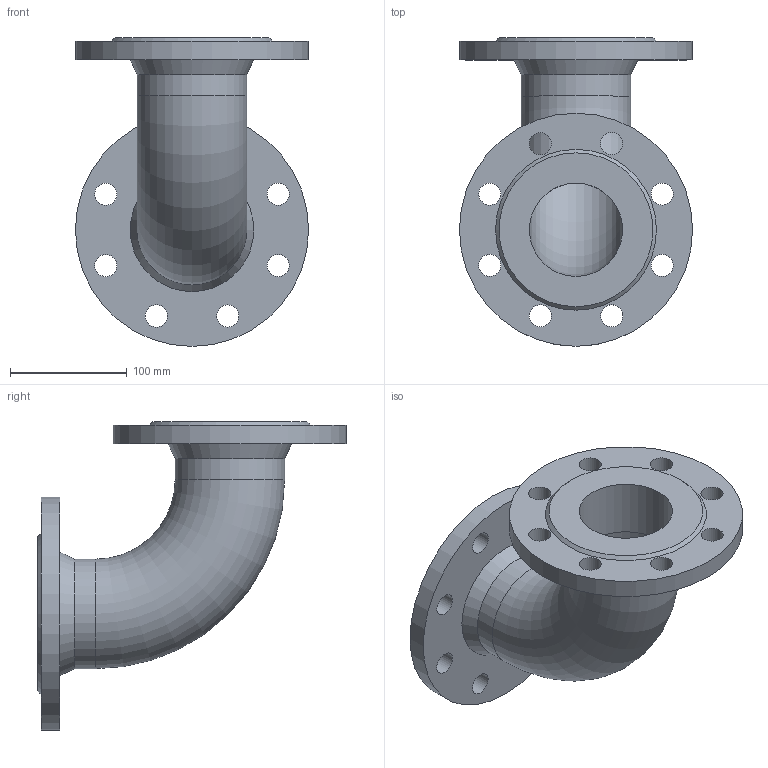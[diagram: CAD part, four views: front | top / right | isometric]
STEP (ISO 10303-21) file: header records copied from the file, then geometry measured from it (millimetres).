
FILE_DESCRIPTION (( 'STEP AP203' ), '1' );
FILE_NAME ('80-90.STEP', '2017-10-30T08:28:05', ( 'Windows User' ), ( 'AVK' ), 'SwSTEP 2.0', 'SolidWorks 2012', '' );
FILE_SCHEMA (( 'CONFIG_CONTROL_DESIGN' ));
Length unit declared in the file: millimetre
Products named in the file (1): 80-90
Bounding box: 200 x 265 x 265 mm (x, y, z)
Volume: 1315612.7 mm3; surface area: 268837.3 mm2
Topology: 1 solids, 1 shells, 34 faces, 81 edges, 53 vertices
Faces by surface type: cylinder 22, plane 6, cone 4, torus 2
Full cylindrical faces by diameter (mm): 19 x16, 80 x2, 94 x2, 200 x2
Entity records: 989 total; most frequent: DIRECTION 170, CARTESIAN_POINT 135, ORIENTED_EDGE 100, EDGE_LOOP 100, AXIS2_PLACEMENT_3D 85, FACE_OUTER_BOUND 58, CIRCLE 50, VERTEX_POINT 50
